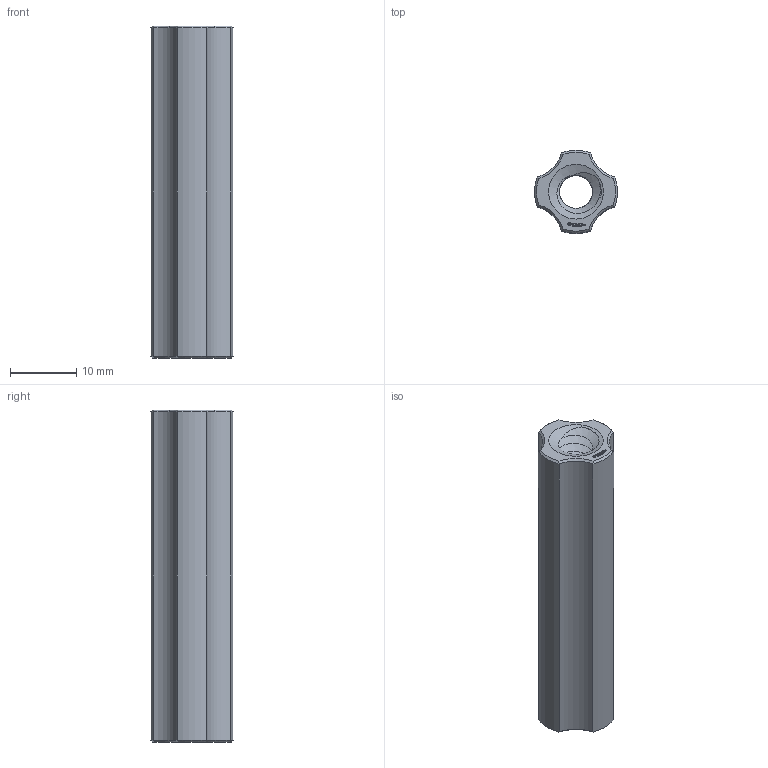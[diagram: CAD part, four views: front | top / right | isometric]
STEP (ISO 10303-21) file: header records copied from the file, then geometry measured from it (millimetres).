
FILE_DESCRIPTION(('FreeCAD Model'),'2;1');
FILE_NAME('Open CASCADE Shape Model','2023-01-06T17:15:43',(''),(''), 'Open CASCADE STEP processor 7.6','FreeCAD','Unknown');
FILE_SCHEMA(('AUTOMOTIVE_DESIGN { 1 0 10303 214 1 1 1 1 }'));
Length unit declared in the file: millimetre
Products named in the file (1): Nut RH BU01.00x04.00 - SPN-NUT-0017 (stemfie.org)
Bounding box: 12.47 x 12.47 x 50 mm (x, y, z)
Volume: 3684.7 mm3; surface area: 4076.3 mm2
Topology: 1 solids, 1 shells, 439 faces, 1199 edges, 792 vertices
Faces by surface type: plane 300, bspline 113, cone 18, cylinder 8
Entity records: 42015 total; most frequent: CARTESIAN_POINT 19510, DIRECTION 3524, LINE 2793, VECTOR 2793, ORIENTED_EDGE 2398, PCURVE 2398, DEFINITIONAL_REPRESENTATION 2398, EDGE_CURVE 1199
